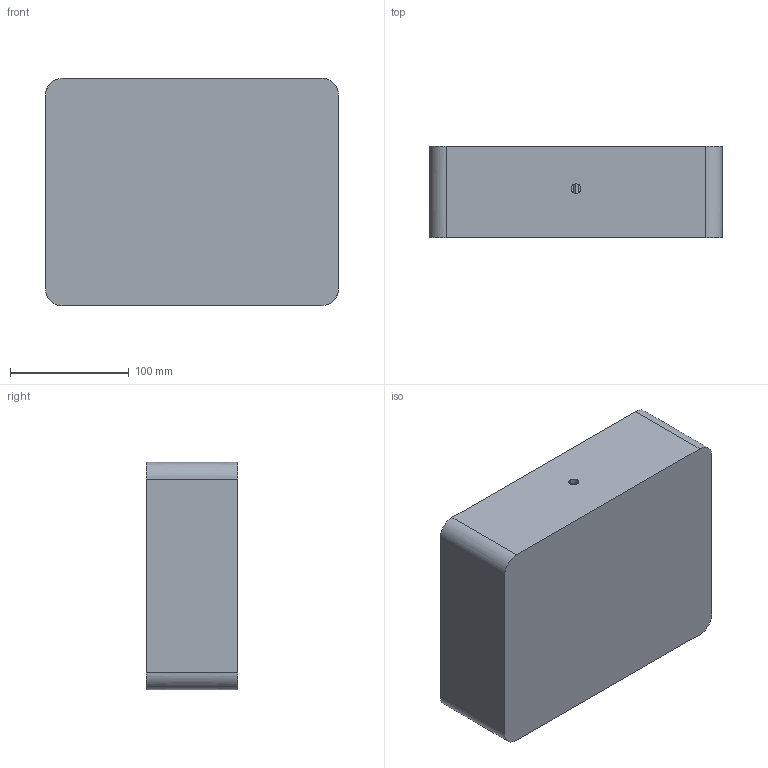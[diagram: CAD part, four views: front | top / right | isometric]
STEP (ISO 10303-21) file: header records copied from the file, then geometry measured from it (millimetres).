
FILE_DESCRIPTION (( 'STEP AP214' ), '1' );
FILE_NAME ('1200_bottom.STEP', '2006-01-09T15:56:21', ( ' ' ), ( ' ' ), 'SwSTEP 2.0', 'SolidWorks 2005143', '' );
FILE_SCHEMA (( 'AUTOMOTIVE_DESIGN' ));
Length unit declared in the file: inch
Products named in the file (1): 1200_bottom
Bounding box: 247.14 x 76.96 x 191.76 mm (x, y, z)
Volume: 411239.6 mm3; surface area: 216358 mm2
Topology: 1 solids, 1 shells, 76 faces, 182 edges, 106 vertices
Faces by surface type: plane 38, cylinder 26, bspline 8, sphere 4
Entity records: 3648 total; most frequent: CARTESIAN_POINT 2040, ORIENTED_EDGE 356, DIRECTION 285, EDGE_CURVE 178, VERTEX_POINT 106, AXIS2_PLACEMENT_3D 95, VECTOR 95, LINE 95
